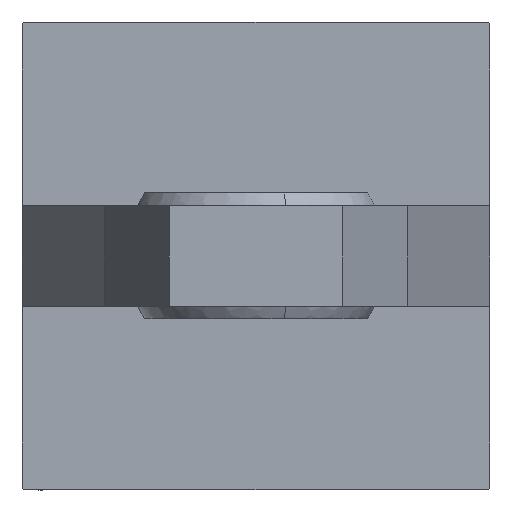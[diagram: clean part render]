
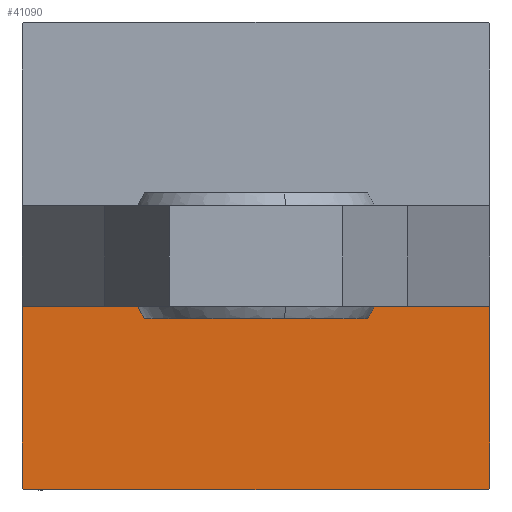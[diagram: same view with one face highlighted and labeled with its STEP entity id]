
A CAD part, left-side view. The second image highlights one B-rep face of the part: STEP entity #41090.
In plain terms, the highlighted planar face has unit normal (-1, 0, 0).
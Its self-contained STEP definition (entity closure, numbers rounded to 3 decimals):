
#315 = FACE_OUTER_BOUND ( 'NONE', #22967, .T. ) ;
#665 = VECTOR ( 'NONE', #1489, 1000. ) ;
#817 = DIRECTION ( 'NONE',  ( 0., 0., 1. ) ) ;
#1489 = DIRECTION ( 'NONE',  ( 0., 0.707, 0.707 ) ) ;
#2085 = ORIENTED_EDGE ( 'NONE', *, *, #13321, .F. ) ;
#3587 = EDGE_CURVE ( 'NONE', #24194, #33549, #10022, .T. ) ;
#4913 = LINE ( 'NONE', #8489, #30781 ) ;
#5118 = VERTEX_POINT ( 'NONE', #26602 ) ;
#5445 = DIRECTION ( 'NONE',  ( 0., -1., 0. ) ) ;
#5674 = DIRECTION ( 'NONE',  ( 0., -0.707, 0.707 ) ) ;
#8414 = LINE ( 'NONE', #28658, #665 ) ;
#8489 = CARTESIAN_POINT ( 'NONE',  ( 0., -65., 65. ) ) ;
#9561 = DIRECTION ( 'NONE',  ( 0., 0., -1. ) ) ;
#9792 = LINE ( 'NONE', #41068, #37757 ) ;
#10022 = LINE ( 'NONE', #37462, #37820 ) ;
#12338 = DIRECTION ( 'NONE',  ( 0., 0., -1. ) ) ;
#12848 = CARTESIAN_POINT ( 'NONE',  ( 0., -14., 65. ) ) ;
#13003 = EDGE_CURVE ( 'NONE', #34167, #41368, #13411, .T. ) ;
#13321 = EDGE_CURVE ( 'NONE', #17520, #33549, #4913, .T. ) ;
#13411 = LINE ( 'NONE', #29048, #23356 ) ;
#14463 = CARTESIAN_POINT ( 'NONE',  ( 0., -65., -64.5 ) ) ;
#15148 = ORIENTED_EDGE ( 'NONE', *, *, #13003, .T. ) ;
#17520 = VERTEX_POINT ( 'NONE', #23498 ) ;
#22006 = EDGE_CURVE ( 'NONE', #34167, #5118, #29226, .T. ) ;
#22967 = EDGE_LOOP ( 'NONE', ( #43334, #15148, #32489, #34036, #2085, #45833 ) ) ;
#23356 = VECTOR ( 'NONE', #9561, 1000. ) ;
#23498 = CARTESIAN_POINT ( 'NONE',  ( 0., -65., 64.5 ) ) ;
#23877 = DIRECTION ( 'NONE',  ( -1., 0., 0. ) ) ;
#24194 = VERTEX_POINT ( 'NONE', #34819 ) ;
#26602 = CARTESIAN_POINT ( 'NONE',  ( 0., -64.5, 65. ) ) ;
#27618 = CARTESIAN_POINT ( 'NONE',  ( 0., -14., -65. ) ) ;
#28658 = CARTESIAN_POINT ( 'NONE',  ( 0., -64.75, 64.75 ) ) ;
#29048 = CARTESIAN_POINT ( 'NONE',  ( 0., -14., 65. ) ) ;
#29226 = LINE ( 'NONE', #32074, #49818 ) ;
#30781 = VECTOR ( 'NONE', #12338, 1000. ) ;
#32074 = CARTESIAN_POINT ( 'NONE',  ( 0., 65., 65. ) ) ;
#32371 = EDGE_CURVE ( 'NONE', #17520, #5118, #8414, .T. ) ;
#32489 = ORIENTED_EDGE ( 'NONE', *, *, #47065, .T. ) ;
#33549 = VERTEX_POINT ( 'NONE', #14463 ) ;
#34036 = ORIENTED_EDGE ( 'NONE', *, *, #3587, .T. ) ;
#34167 = VERTEX_POINT ( 'NONE', #12848 ) ;
#34819 = CARTESIAN_POINT ( 'NONE',  ( 0., -64.5, -65. ) ) ;
#35194 = CARTESIAN_POINT ( 'NONE',  ( 0., 0., 0. ) ) ;
#37462 = CARTESIAN_POINT ( 'NONE',  ( 0., -64.75, -64.75 ) ) ;
#37757 = VECTOR ( 'NONE', #5445, 1000. ) ;
#37820 = VECTOR ( 'NONE', #5674, 1000. ) ;
#40263 = DIRECTION ( 'NONE',  ( 0., -1., 0. ) ) ;
#41068 = CARTESIAN_POINT ( 'NONE',  ( 0., 65., -65. ) ) ;
#41090 = ADVANCED_FACE ( 'NONE', ( #315 ), #46705, .T. ) ;
#41368 = VERTEX_POINT ( 'NONE', #27618 ) ;
#43334 = ORIENTED_EDGE ( 'NONE', *, *, #22006, .F. ) ;
#45831 = AXIS2_PLACEMENT_3D ( 'NONE', #35194, #23877, #817 ) ;
#45833 = ORIENTED_EDGE ( 'NONE', *, *, #32371, .T. ) ;
#46705 = PLANE ( 'NONE',  #45831 ) ;
#47065 = EDGE_CURVE ( 'NONE', #41368, #24194, #9792, .T. ) ;
#49818 = VECTOR ( 'NONE', #40263, 1000. ) ;
